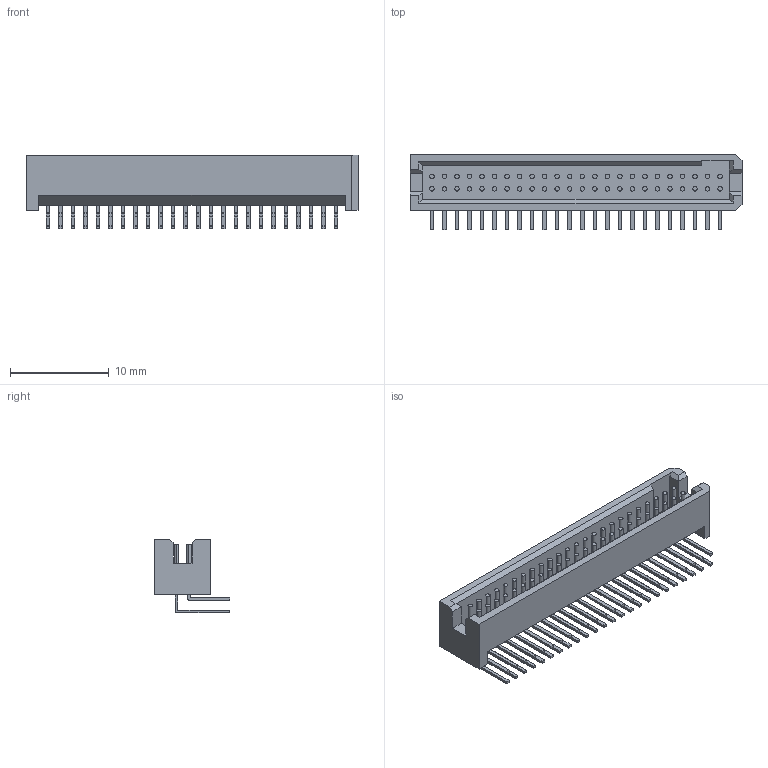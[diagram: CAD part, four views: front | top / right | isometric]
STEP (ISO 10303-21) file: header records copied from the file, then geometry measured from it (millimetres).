
FILE_DESCRIPTION (( 'STEP AP214' ), '1' );
FILE_NAME ('TFC-124-01-F-D-RA.STEP', '2020-02-21T17:31:12', ( '' ), ( '' ), 'SwSTEP 2.0', 'SolidWorks 2019', '' );
FILE_SCHEMA (( 'AUTOMOTIVE_DESIGN' ));
Length unit declared in the file: millimetre
Products named in the file (4): TFC-124-01-F-D-RA; _TFC_124_01_L_D_RA_pins_4; TFC_124_01_F_D_RA; _TFC_124_01_L_D_RA_terminal_2
Assembly tree (3 placements, depth 3):
  TFC-124-01-F-D-RA
    TFC_124_01_F_D_RA
      _TFC_124_01_L_D_RA_terminal_2
      _TFC_124_01_L_D_RA_pins_4
Bounding box: 33.66 x 7.62 x 7.49 mm (x, y, z)
Volume: 530.1 mm3; surface area: 1833.1 mm2
Topology: 2 solids, 2 shells, 620 faces, 1553 edges, 1033 vertices
Faces by surface type: plane 428, cylinder 192
Entity records: 18621 total; most frequent: CARTESIAN_POINT 3213, DIRECTION 3191, ORIENTED_EDGE 3106, EDGE_CURVE 1553, LINE 1169, VECTOR 1169, VERTEX_POINT 1033, AXIS2_PLACEMENT_3D 1011
